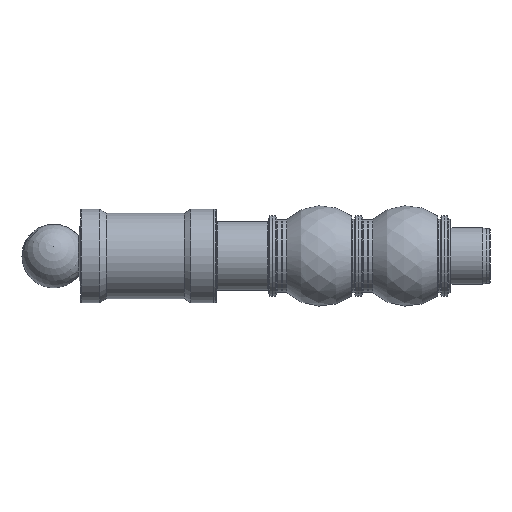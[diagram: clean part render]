
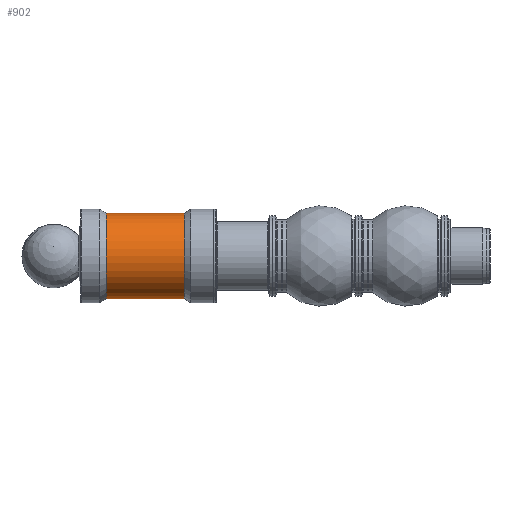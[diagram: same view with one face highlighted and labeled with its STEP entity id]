
A CAD part, left-side view. The second image highlights one B-rep face of the part: STEP entity #902.
In plain terms, the highlighted cylindrical face has radius 97 mm (diameter 194 mm), a full revolution.
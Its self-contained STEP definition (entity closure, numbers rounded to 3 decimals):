
#237=FACE_BOUND('',#438,.T.);
#313=FACE_OUTER_BOUND('',#437,.T.);
#437=EDGE_LOOP('',(#804));
#438=EDGE_LOOP('',(#805));
#508=CIRCLE('',#1046,97.);
#509=CIRCLE('',#1048,97.);
#580=VERTEX_POINT('',#1854);
#581=VERTEX_POINT('',#1857);
#656=EDGE_CURVE('',#580,#580,#508,.T.);
#657=EDGE_CURVE('',#581,#581,#509,.T.);
#804=ORIENTED_EDGE('',*,*,#657,.F.);
#805=ORIENTED_EDGE('',*,*,#656,.T.);
#833=CYLINDRICAL_SURFACE('',#1047,97.);
#902=ADVANCED_FACE('',(#313,#237),#833,.T.);
#1046=AXIS2_PLACEMENT_3D('',#1855,#1347,#1348);
#1047=AXIS2_PLACEMENT_3D('',#1856,#1349,#1350);
#1048=AXIS2_PLACEMENT_3D('',#1858,#1351,#1352);
#1347=DIRECTION('center_axis',(0.,1.,0.));
#1348=DIRECTION('ref_axis',(-1.,0.,0.));
#1349=DIRECTION('center_axis',(0.,1.,0.));
#1350=DIRECTION('ref_axis',(-1.,0.,0.));
#1351=DIRECTION('center_axis',(0.,1.,0.));
#1352=DIRECTION('ref_axis',(-1.,0.,0.));
#1854=CARTESIAN_POINT('',(-97.,67.,0.));
#1855=CARTESIAN_POINT('Origin',(0.,67.,0.));
#1856=CARTESIAN_POINT('Origin',(0.,155.5,0.));
#1857=CARTESIAN_POINT('',(-97.,244.,0.));
#1858=CARTESIAN_POINT('Origin',(0.,244.,0.));
